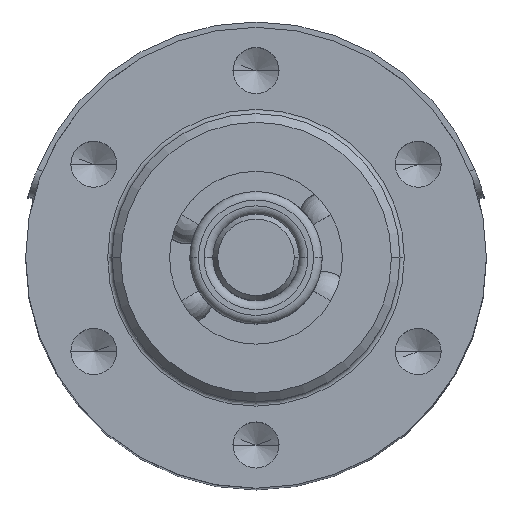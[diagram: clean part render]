
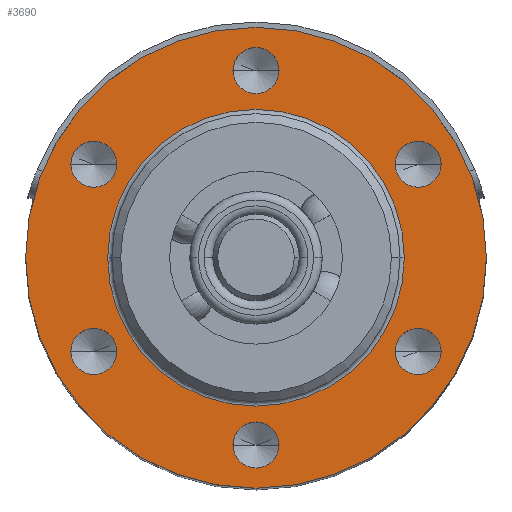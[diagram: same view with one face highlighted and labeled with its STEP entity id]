
A CAD part, top view. The second image highlights one B-rep face of the part: STEP entity #3690.
In plain terms, the highlighted planar face has unit normal (0, 0, 1).
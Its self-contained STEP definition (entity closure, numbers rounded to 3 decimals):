
#27=CARTESIAN_POINT('',(0.,0.,35.));
#28=DIRECTION('',(0.,0.,-1.));
#29=DIRECTION('',(-1.,0.,0.));
#30=AXIS2_PLACEMENT_3D('',#27,#28,#29);
#32=CARTESIAN_POINT('',(0.,0.,35.));
#33=DIRECTION('',(0.,0.,-1.));
#34=DIRECTION('',(1.,0.,0.));
#35=AXIS2_PLACEMENT_3D('',#32,#33,#34);
#37=CARTESIAN_POINT('',(5.629,-3.25,35.));
#38=DIRECTION('',(0.,0.,1.));
#39=DIRECTION('',(1.,0.,0.));
#40=AXIS2_PLACEMENT_3D('',#37,#38,#39);
#42=CARTESIAN_POINT('',(5.629,-3.25,35.));
#43=DIRECTION('',(0.,0.,1.));
#44=DIRECTION('',(-1.,0.,0.));
#45=AXIS2_PLACEMENT_3D('',#42,#43,#44);
#47=CARTESIAN_POINT('',(5.629,3.25,35.));
#48=DIRECTION('',(0.,0.,1.));
#49=DIRECTION('',(1.,0.,0.));
#50=AXIS2_PLACEMENT_3D('',#47,#48,#49);
#52=CARTESIAN_POINT('',(5.629,3.25,35.));
#53=DIRECTION('',(0.,0.,1.));
#54=DIRECTION('',(-1.,0.,0.));
#55=AXIS2_PLACEMENT_3D('',#52,#53,#54);
#57=CARTESIAN_POINT('',(0.,6.5,35.));
#58=DIRECTION('',(0.,0.,1.));
#59=DIRECTION('',(1.,0.,0.));
#60=AXIS2_PLACEMENT_3D('',#57,#58,#59);
#62=CARTESIAN_POINT('',(0.,6.5,35.));
#63=DIRECTION('',(0.,0.,1.));
#64=DIRECTION('',(-1.,0.,0.));
#65=AXIS2_PLACEMENT_3D('',#62,#63,#64);
#67=CARTESIAN_POINT('',(-5.629,3.25,35.));
#68=DIRECTION('',(0.,0.,1.));
#69=DIRECTION('',(1.,0.,0.));
#70=AXIS2_PLACEMENT_3D('',#67,#68,#69);
#72=CARTESIAN_POINT('',(-5.629,3.25,35.));
#73=DIRECTION('',(0.,0.,1.));
#74=DIRECTION('',(-1.,0.,0.));
#75=AXIS2_PLACEMENT_3D('',#72,#73,#74);
#77=CARTESIAN_POINT('',(-5.629,-3.25,35.));
#78=DIRECTION('',(0.,0.,1.));
#79=DIRECTION('',(1.,0.,0.));
#80=AXIS2_PLACEMENT_3D('',#77,#78,#79);
#82=CARTESIAN_POINT('',(-5.629,-3.25,35.));
#83=DIRECTION('',(0.,0.,1.));
#84=DIRECTION('',(-1.,0.,0.));
#85=AXIS2_PLACEMENT_3D('',#82,#83,#84);
#87=CARTESIAN_POINT('',(0.,-6.5,35.));
#88=DIRECTION('',(0.,0.,1.));
#89=DIRECTION('',(1.,0.,0.));
#90=AXIS2_PLACEMENT_3D('',#87,#88,#89);
#92=CARTESIAN_POINT('',(0.,-6.5,35.));
#93=DIRECTION('',(0.,0.,1.));
#94=DIRECTION('',(-1.,0.,0.));
#95=AXIS2_PLACEMENT_3D('',#92,#93,#94);
#97=CARTESIAN_POINT('',(0.,0.,35.));
#98=DIRECTION('',(0.,0.,1.));
#99=DIRECTION('',(1.,0.,0.));
#100=AXIS2_PLACEMENT_3D('',#97,#98,#99);
#102=CARTESIAN_POINT('',(0.,0.,35.));
#103=DIRECTION('',(0.,0.,1.));
#104=DIRECTION('',(-1.,0.,0.));
#105=AXIS2_PLACEMENT_3D('',#102,#103,#104);
#3223=CARTESIAN_POINT('',(-5.15,0.,35.));
#3225=VERTEX_POINT('',#3223);
#3228=CARTESIAN_POINT('',(-8.,0.,35.));
#3229=CARTESIAN_POINT('',(8.,0.,35.));
#3230=VERTEX_POINT('',#3228);
#3231=VERTEX_POINT('',#3229);
#3232=CARTESIAN_POINT('',(6.429,-3.25,35.));
#3233=CARTESIAN_POINT('',(4.829,-3.25,35.));
#3234=VERTEX_POINT('',#3232);
#3235=VERTEX_POINT('',#3233);
#3236=CARTESIAN_POINT('',(6.429,3.25,35.));
#3237=CARTESIAN_POINT('',(4.829,3.25,35.));
#3238=VERTEX_POINT('',#3236);
#3239=VERTEX_POINT('',#3237);
#3240=CARTESIAN_POINT('',(0.8,6.5,35.));
#3241=CARTESIAN_POINT('',(-0.8,6.5,35.));
#3242=VERTEX_POINT('',#3240);
#3243=VERTEX_POINT('',#3241);
#3244=CARTESIAN_POINT('',(-4.829,3.25,35.));
#3245=CARTESIAN_POINT('',(-6.429,3.25,35.));
#3246=VERTEX_POINT('',#3244);
#3247=VERTEX_POINT('',#3245);
#3248=CARTESIAN_POINT('',(-4.829,-3.25,35.));
#3249=CARTESIAN_POINT('',(-6.429,-3.25,35.));
#3250=VERTEX_POINT('',#3248);
#3251=VERTEX_POINT('',#3249);
#3252=CARTESIAN_POINT('',(0.8,-6.5,35.));
#3253=CARTESIAN_POINT('',(-0.8,-6.5,35.));
#3254=VERTEX_POINT('',#3252);
#3255=VERTEX_POINT('',#3253);
#3256=CARTESIAN_POINT('',(5.15,0.,
35.));
#3257=VERTEX_POINT('',#3256);
#3639=CARTESIAN_POINT('',(0.,0.,35.));
#3640=DIRECTION('',(0.,0.,1.));
#3641=DIRECTION('',(-1.,0.,0.));
#3642=AXIS2_PLACEMENT_3D('',#3639,#3640,#3641);
#3643=PLANE('',#3642);
#3645=ORIENTED_EDGE('',*,*,#3644,.T.);
#3647=ORIENTED_EDGE('',*,*,#3646,.T.);
#3648=EDGE_LOOP('',(#3645,#3647));
#3649=FACE_OUTER_BOUND('',#3648,.F.);
#3651=ORIENTED_EDGE('',*,*,#3650,.T.);
#3653=ORIENTED_EDGE('',*,*,#3652,.T.);
#3654=EDGE_LOOP('',(#3651,#3653));
#3655=FACE_BOUND('',#3654,.F.);
#3657=ORIENTED_EDGE('',*,*,#3656,.T.);
#3659=ORIENTED_EDGE('',*,*,#3658,.T.);
#3660=EDGE_LOOP('',(#3657,#3659));
#3661=FACE_BOUND('',#3660,.F.);
#3663=ORIENTED_EDGE('',*,*,#3662,.T.);
#3665=ORIENTED_EDGE('',*,*,#3664,.T.);
#3666=EDGE_LOOP('',(#3663,#3665));
#3667=FACE_BOUND('',#3666,.F.);
#3669=ORIENTED_EDGE('',*,*,#3668,.T.);
#3671=ORIENTED_EDGE('',*,*,#3670,.T.);
#3672=EDGE_LOOP('',(#3669,#3671));
#3673=FACE_BOUND('',#3672,.F.);
#3674=ORIENTED_EDGE('',*,*,#3619,.T.);
#3675=ORIENTED_EDGE('',*,*,#3632,.T.);
#3676=EDGE_LOOP('',(#3674,#3675));
#3677=FACE_BOUND('',#3676,.F.);
#3679=ORIENTED_EDGE('',*,*,#3678,.T.);
#3681=ORIENTED_EDGE('',*,*,#3680,.T.);
#3682=EDGE_LOOP('',(#3679,#3681));
#3683=FACE_BOUND('',#3682,.F.);
#3685=ORIENTED_EDGE('',*,*,#3684,.T.);
#3687=ORIENTED_EDGE('',*,*,#3686,.T.);
#3688=EDGE_LOOP('',(#3685,#3687));
#3689=FACE_BOUND('',#3688,.F.);
#3690=ADVANCED_FACE('',(#3649,#3655,#3661,#3667,#3673,#3677,#3683,#3689),#3643,
.T.);
#31=CIRCLE('',#30,8.);
#36=CIRCLE('',#35,8.);
#41=CIRCLE('',#40,0.8);
#46=CIRCLE('',#45,0.8);
#51=CIRCLE('',#50,0.8);
#56=CIRCLE('',#55,0.8);
#61=CIRCLE('',#60,0.8);
#66=CIRCLE('',#65,0.8);
#71=CIRCLE('',#70,0.8);
#76=CIRCLE('',#75,0.8);
#81=CIRCLE('',#80,0.8);
#86=CIRCLE('',#85,0.8);
#91=CIRCLE('',#90,0.8);
#96=CIRCLE('',#95,0.8);
#101=CIRCLE('',#100,5.15);
#106=CIRCLE('',#105,5.15);
#3619=EDGE_CURVE('',#3250,#3251,#81,.T.);
#3632=EDGE_CURVE('',#3251,#3250,#86,.T.);
#3644=EDGE_CURVE('',#3230,#3231,#31,.T.);
#3646=EDGE_CURVE('',#3231,#3230,#36,.T.);
#3650=EDGE_CURVE('',#3234,#3235,#41,.T.);
#3652=EDGE_CURVE('',#3235,#3234,#46,.T.);
#3656=EDGE_CURVE('',#3238,#3239,#51,.T.);
#3658=EDGE_CURVE('',#3239,#3238,#56,.T.);
#3662=EDGE_CURVE('',#3242,#3243,#61,.T.);
#3664=EDGE_CURVE('',#3243,#3242,#66,.T.);
#3668=EDGE_CURVE('',#3246,#3247,#71,.T.);
#3670=EDGE_CURVE('',#3247,#3246,#76,.T.);
#3678=EDGE_CURVE('',#3254,#3255,#91,.T.);
#3680=EDGE_CURVE('',#3255,#3254,#96,.T.);
#3684=EDGE_CURVE('',#3257,#3225,#101,.T.);
#3686=EDGE_CURVE('',#3225,#3257,#106,.T.);
